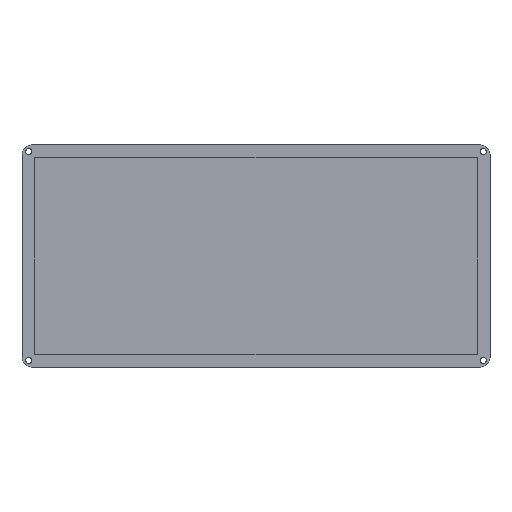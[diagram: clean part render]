
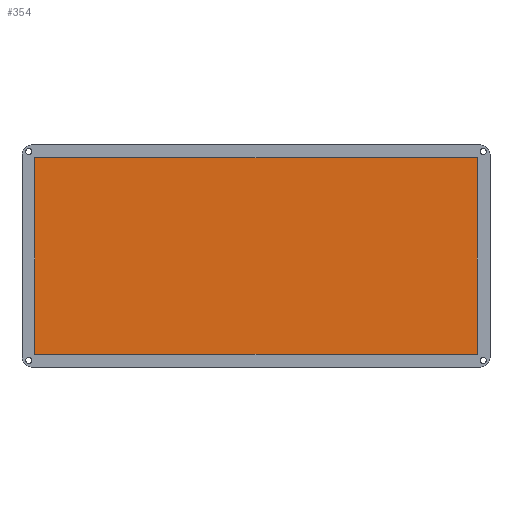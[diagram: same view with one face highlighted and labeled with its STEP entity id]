
A CAD part, top view. The second image highlights one B-rep face of the part: STEP entity #354.
In plain terms, the highlighted planar face has unit normal (0, 0, 1).
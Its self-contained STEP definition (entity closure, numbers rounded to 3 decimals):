
#28=PLANE('',#399);
#43=FACE_OUTER_BOUND('',#66,.T.);
#66=EDGE_LOOP('',(#282,#283,#284,#285));
#97=LINE('',#577,#129);
#98=LINE('',#579,#130);
#99=LINE('',#581,#131);
#100=LINE('',#582,#132);
#129=VECTOR('',#473,10.);
#130=VECTOR('',#474,10.);
#131=VECTOR('',#475,10.);
#132=VECTOR('',#476,10.);
#182=VERTEX_POINT('',#575);
#183=VERTEX_POINT('',#576);
#184=VERTEX_POINT('',#578);
#185=VERTEX_POINT('',#580);
#221=EDGE_CURVE('',#182,#183,#97,.T.);
#222=EDGE_CURVE('',#184,#182,#98,.T.);
#223=EDGE_CURVE('',#185,#184,#99,.T.);
#224=EDGE_CURVE('',#183,#185,#100,.T.);
#282=ORIENTED_EDGE('',*,*,#221,.F.);
#283=ORIENTED_EDGE('',*,*,#222,.F.);
#284=ORIENTED_EDGE('',*,*,#223,.F.);
#285=ORIENTED_EDGE('',*,*,#224,.F.);
#354=ADVANCED_FACE('',(#43),#28,.T.);
#399=AXIS2_PLACEMENT_3D('',#574,#471,#472);
#471=DIRECTION('center_axis',(0.,0.,1.));
#472=DIRECTION('ref_axis',(1.,0.,0.));
#473=DIRECTION('',(0.,-1.,0.));
#474=DIRECTION('',(1.,0.,0.));
#475=DIRECTION('',(0.,1.,0.));
#476=DIRECTION('',(-1.,0.,0.));
#574=CARTESIAN_POINT('Origin',(0.,0.,
3.));
#575=CARTESIAN_POINT('',(165.55,73.6,3.));
#576=CARTESIAN_POINT('',(165.55,-73.6,3.));
#577=CARTESIAN_POINT('',(165.55,36.8,3.));
#578=CARTESIAN_POINT('',(-165.55,73.6,3.));
#579=CARTESIAN_POINT('',(-82.775,73.6,3.));
#580=CARTESIAN_POINT('',(-165.55,-73.6,3.));
#581=CARTESIAN_POINT('',(-165.55,-36.8,3.));
#582=CARTESIAN_POINT('',(82.775,-73.6,3.));
